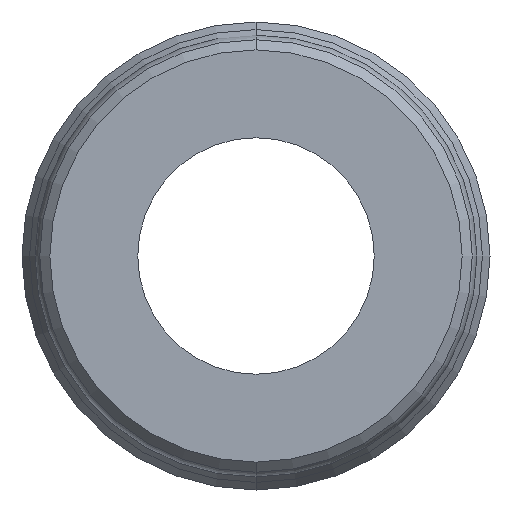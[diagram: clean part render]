
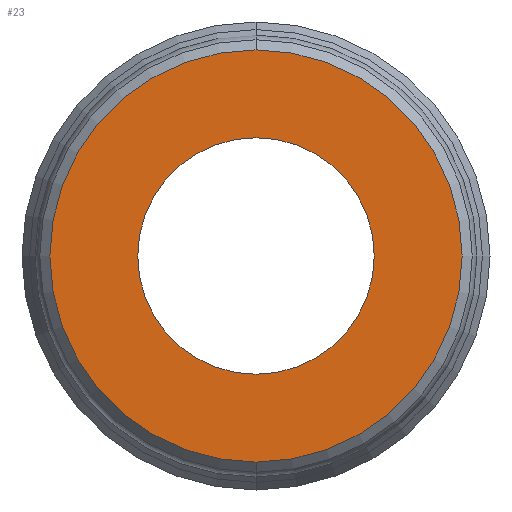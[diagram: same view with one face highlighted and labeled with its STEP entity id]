
A CAD part, front view. The second image highlights one B-rep face of the part: STEP entity #23.
In plain terms, the highlighted planar face has unit normal (0, -1, 0).
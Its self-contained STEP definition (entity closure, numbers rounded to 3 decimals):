
#17 = EDGE_CURVE ( 'NONE', #164, #165, #359, .T. ) ;
#23 = ADVANCED_FACE ( 'NONE', ( #351, #350 ), #377, .T. ) ;
#24 = EDGE_LOOP ( 'NONE', ( #25, #1729 ) ) ;
#25 = ORIENTED_EDGE ( 'NONE', *, *, #1728, .T. ) ;
#164 = VERTEX_POINT ( 'NONE', #1456 ) ;
#165 = VERTEX_POINT ( 'NONE', #1455 ) ;
#321 = DIRECTION ( 'NONE',  ( 0., 0., -1. ) ) ;
#322 = DIRECTION ( 'NONE',  ( 0., -1., 0. ) ) ;
#323 = CARTESIAN_POINT ( 'NONE',  ( 6.1, 0., 0. ) ) ;
#349 = AXIS2_PLACEMENT_3D ( 'NONE', #323, #322, #321 ) ;
#350 = FACE_OUTER_BOUND ( 'NONE', #1730, .T. ) ;
#351 = FACE_BOUND ( 'NONE', #24, .T. ) ;
#353 = DIRECTION ( 'NONE',  ( 0., 0., -1. ) ) ;
#356 = DIRECTION ( 'NONE',  ( 0., -1., 0. ) ) ;
#357 = CARTESIAN_POINT ( 'NONE',  ( 0., 0., 0. ) ) ;
#358 = AXIS2_PLACEMENT_3D ( 'NONE', #357, #356, #353 ) ;
#359 = CIRCLE ( 'NONE', #358, 6.1 ) ;
#377 = PLANE ( 'NONE',  #349 ) ;
#605 = CIRCLE ( 'NONE', #607, 3.5 ) ;
#607 = AXIS2_PLACEMENT_3D ( 'NONE', #609, #611, #614 ) ;
#609 = CARTESIAN_POINT ( 'NONE',  ( 0., 0., 0. ) ) ;
#611 = DIRECTION ( 'NONE',  ( 0., 1., 0. ) ) ;
#614 = DIRECTION ( 'NONE',  ( 0., 0., 1. ) ) ;
#672 = CARTESIAN_POINT ( 'NONE',  ( 0., 0., 3.5 ) ) ;
#675 = CARTESIAN_POINT ( 'NONE',  ( 0., 0., -3.5 ) ) ;
#1138 = DIRECTION ( 'NONE',  ( 0., 0., 1. ) ) ;
#1139 = DIRECTION ( 'NONE',  ( 0., 1., 0. ) ) ;
#1140 = AXIS2_PLACEMENT_3D ( 'NONE', #1142, #1139, #1138 ) ;
#1142 = CARTESIAN_POINT ( 'NONE',  ( 0., 0., 0. ) ) ;
#1143 = CIRCLE ( 'NONE', #1140, 3.5 ) ;
#1148 = DIRECTION ( 'NONE',  ( 0., -1., 0. ) ) ;
#1149 = CARTESIAN_POINT ( 'NONE',  ( 0., 0., 0. ) ) ;
#1150 = AXIS2_PLACEMENT_3D ( 'NONE', #1149, #1148, #1154 ) ;
#1151 = CIRCLE ( 'NONE', #1150, 6.1 ) ;
#1154 = DIRECTION ( 'NONE',  ( 0., 0., -1. ) ) ;
#1455 = CARTESIAN_POINT ( 'NONE',  ( 0., 0., 6.1 ) ) ;
#1456 = CARTESIAN_POINT ( 'NONE',  ( 0., 0., -6.1 ) ) ;
#1477 = EDGE_CURVE ( 'NONE', #1487, #1480, #605, .T. ) ;
#1480 = VERTEX_POINT ( 'NONE', #672 ) ;
#1487 = VERTEX_POINT ( 'NONE', #675 ) ;
#1728 = EDGE_CURVE ( 'NONE', #1480, #1487, #1143, .T. ) ;
#1729 = ORIENTED_EDGE ( 'NONE', *, *, #1477, .T. ) ;
#1730 = EDGE_LOOP ( 'NONE', ( #1731, #1736 ) ) ;
#1731 = ORIENTED_EDGE ( 'NONE', *, *, #1732, .T. ) ;
#1732 = EDGE_CURVE ( 'NONE', #165, #164, #1151, .T. ) ;
#1736 = ORIENTED_EDGE ( 'NONE', *, *, #17, .T. ) ;
